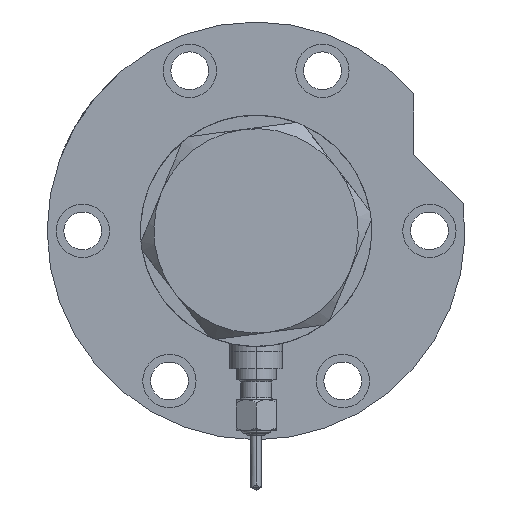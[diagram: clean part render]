
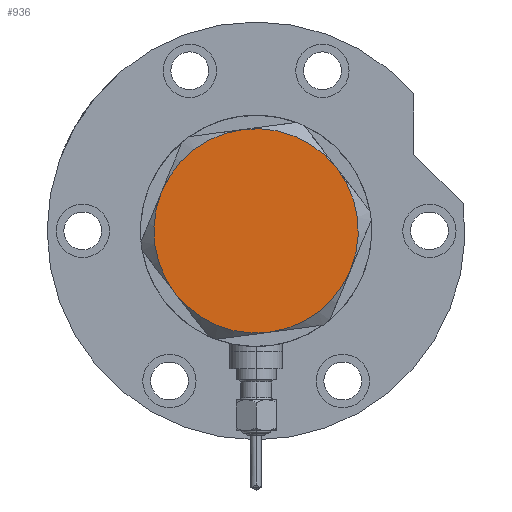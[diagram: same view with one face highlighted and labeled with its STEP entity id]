
A CAD part, left-side view. The second image highlights one B-rep face of the part: STEP entity #936.
In plain terms, the highlighted face is planar.
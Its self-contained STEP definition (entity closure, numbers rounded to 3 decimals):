
#43 = CIRCLE ( 'NONE', #8274, 23. ) ;
#168 = FACE_OUTER_BOUND ( 'NONE', #7208, .T. ) ;
#268 = CARTESIAN_POINT ( 'NONE',  ( 0., 0., 9. ) ) ;
#411 = EDGE_CURVE ( 'NONE', #3827, #620, #7724, .T. ) ;
#514 = CARTESIAN_POINT ( 'NONE',  ( -11.5, 19.919, 9. ) ) ;
#620 = VERTEX_POINT ( 'NONE', #514 ) ;
#936 = ADVANCED_FACE ( 'NONE', ( #168 ), #2836, .T. ) ;
#949 = CARTESIAN_POINT ( 'NONE',  ( -11.5, -19.919, 9. ) ) ;
#976 = DIRECTION ( 'NONE',  ( 0., 0., 1. ) ) ;
#1050 = DIRECTION ( 'NONE',  ( 1., 0., 0. ) ) ;
#1120 = AXIS2_PLACEMENT_3D ( 'NONE', #2957, #1684, #1050 ) ;
#1286 = ORIENTED_EDGE ( 'NONE', *, *, #8394, .T. ) ;
#1684 = DIRECTION ( 'NONE',  ( 0., 0., 1. ) ) ;
#1706 = EDGE_CURVE ( 'NONE', #620, #3416, #4977, .T. ) ;
#1948 = VERTEX_POINT ( 'NONE', #7278 ) ;
#2595 = CIRCLE ( 'NONE', #7399, 23. ) ;
#2720 = DIRECTION ( 'NONE',  ( 0., 0., 1. ) ) ;
#2836 = PLANE ( 'NONE',  #5530 ) ;
#2875 = CIRCLE ( 'NONE', #6875, 23. ) ;
#2957 = CARTESIAN_POINT ( 'NONE',  ( 0., 0., 9. ) ) ;
#3110 = ORIENTED_EDGE ( 'NONE', *, *, #411, .T. ) ;
#3221 = CARTESIAN_POINT ( 'NONE',  ( 0., 0., 9. ) ) ;
#3317 = CIRCLE ( 'NONE', #7420, 23. ) ;
#3416 = VERTEX_POINT ( 'NONE', #4886 ) ;
#3626 = EDGE_CURVE ( 'NONE', #7952, #3827, #43, .T. ) ;
#3827 = VERTEX_POINT ( 'NONE', #7499 ) ;
#3830 = CARTESIAN_POINT ( 'NONE',  ( 23., 0., 9. ) ) ;
#3946 = DIRECTION ( 'NONE',  ( 1., 0., 0. ) ) ;
#4683 = DIRECTION ( 'NONE',  ( 1., 0., 0. ) ) ;
#4886 = CARTESIAN_POINT ( 'NONE',  ( -23., 0., 9. ) ) ;
#4924 = EDGE_CURVE ( 'NONE', #1948, #7952, #2595, .T. ) ;
#4977 = CIRCLE ( 'NONE', #6485, 23. ) ;
#5005 = CARTESIAN_POINT ( 'NONE',  ( 0., 0., 9. ) ) ;
#5157 = CARTESIAN_POINT ( 'NONE',  ( 0., 0., 9. ) ) ;
#5530 = AXIS2_PLACEMENT_3D ( 'NONE', #5157, #6482, #7123 ) ;
#5873 = CARTESIAN_POINT ( 'NONE',  ( 0., 0., 9. ) ) ;
#6003 = DIRECTION ( 'NONE',  ( 0., 0., 1. ) ) ;
#6138 = ORIENTED_EDGE ( 'NONE', *, *, #3626, .T. ) ;
#6284 = DIRECTION ( 'NONE',  ( 1., 0., 0. ) ) ;
#6482 = DIRECTION ( 'NONE',  ( 0., 0., 1. ) ) ;
#6485 = AXIS2_PLACEMENT_3D ( 'NONE', #3221, #2720, #3946 ) ;
#6800 = VERTEX_POINT ( 'NONE', #949 ) ;
#6875 = AXIS2_PLACEMENT_3D ( 'NONE', #6887, #976, #7744 ) ;
#6887 = CARTESIAN_POINT ( 'NONE',  ( 0., 0., 9. ) ) ;
#7123 = DIRECTION ( 'NONE',  ( 1., 0., 0. ) ) ;
#7208 = EDGE_LOOP ( 'NONE', ( #8398, #6138, #3110, #7585, #7801, #1286 ) ) ;
#7278 = CARTESIAN_POINT ( 'NONE',  ( 11.5, -19.919, 9. ) ) ;
#7341 = EDGE_CURVE ( 'NONE', #3416, #6800, #2875, .T. ) ;
#7399 = AXIS2_PLACEMENT_3D ( 'NONE', #268, #7868, #8511 ) ;
#7420 = AXIS2_PLACEMENT_3D ( 'NONE', #5873, #6003, #4683 ) ;
#7499 = CARTESIAN_POINT ( 'NONE',  ( 11.5, 19.919, 9. ) ) ;
#7585 = ORIENTED_EDGE ( 'NONE', *, *, #1706, .T. ) ;
#7724 = CIRCLE ( 'NONE', #1120, 23. ) ;
#7744 = DIRECTION ( 'NONE',  ( 1., 0., 0. ) ) ;
#7747 = DIRECTION ( 'NONE',  ( 0., 0., 1. ) ) ;
#7801 = ORIENTED_EDGE ( 'NONE', *, *, #7341, .T. ) ;
#7868 = DIRECTION ( 'NONE',  ( 0., 0., 1. ) ) ;
#7952 = VERTEX_POINT ( 'NONE', #3830 ) ;
#8274 = AXIS2_PLACEMENT_3D ( 'NONE', #5005, #7747, #6284 ) ;
#8394 = EDGE_CURVE ( 'NONE', #6800, #1948, #3317, .T. ) ;
#8398 = ORIENTED_EDGE ( 'NONE', *, *, #4924, .T. ) ;
#8511 = DIRECTION ( 'NONE',  ( 1., 0., 0. ) ) ;
